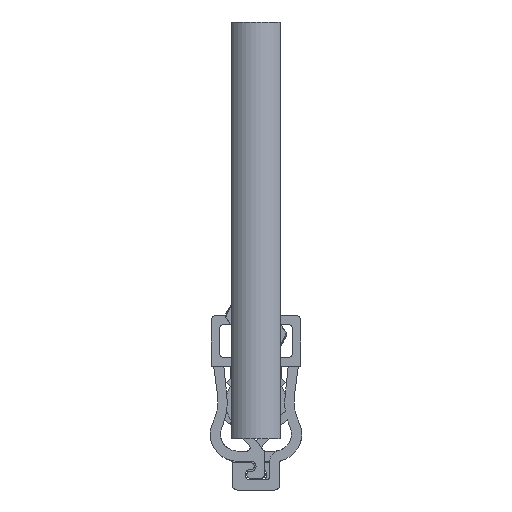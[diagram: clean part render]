
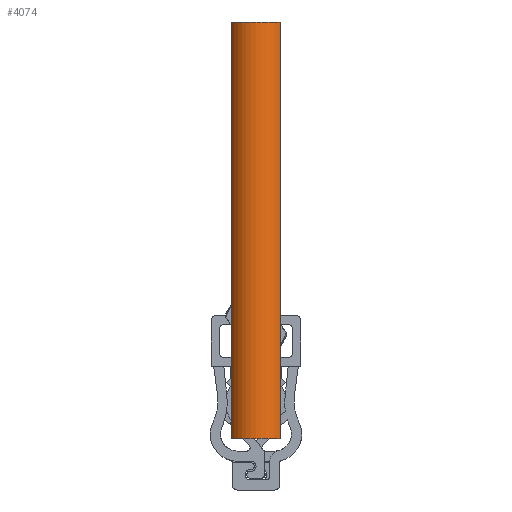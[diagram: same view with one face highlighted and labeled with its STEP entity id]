
A CAD part, front view. The second image highlights one B-rep face of the part: STEP entity #4074.
In plain terms, the highlighted cylindrical face has radius 1.75 mm (diameter 3.5 mm), a partial arc.
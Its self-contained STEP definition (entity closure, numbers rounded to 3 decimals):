
#61=CYLINDRICAL_SURFACE('',#4323,1.75);
#155=CIRCLE('',#4324,1.75);
#156=CIRCLE('',#4325,1.75);
#381=ORIENTED_EDGE('',*,*,#1353,.F.);
#382=ORIENTED_EDGE('',*,*,#1356,.F.);
#383=ORIENTED_EDGE('',*,*,#1342,.T.);
#384=ORIENTED_EDGE('',*,*,#1357,.T.);
#1342=EDGE_CURVE('',#1825,#1824,#2125,.T.);
#1353=EDGE_CURVE('',#1833,#1834,#2135,.T.);
#1356=EDGE_CURVE('',#1825,#1833,#155,.T.);
#1357=EDGE_CURVE('',#1824,#1834,#156,.T.);
#1824=VERTEX_POINT('',#5852);
#1825=VERTEX_POINT('',#5854);
#1833=VERTEX_POINT('',#5873);
#1834=VERTEX_POINT('',#5875);
#2125=LINE('',#5853,#2461);
#2135=LINE('',#5874,#2471);
#2461=VECTOR('',#4771,1000.);
#2471=VECTOR('',#4785,1000.);
#2776=EDGE_LOOP('',(#381,#382,#383,#384));
#3000=FACE_BOUND('',#2776,.T.);
#4074=ADVANCED_FACE('',(#3000),#61,.T.);
#4323=AXIS2_PLACEMENT_3D('',#5879,#4791,#4792);
#4324=AXIS2_PLACEMENT_3D('',#5880,#4793,#4794);
#4325=AXIS2_PLACEMENT_3D('',#5881,#4795,#4796);
#4771=DIRECTION('',(0.,0.,-1.));
#4785=DIRECTION('',(0.,0.,-1.));
#4791=DIRECTION('',(0.,0.,-1.));
#4792=DIRECTION('',(-1.,0.,0.));
#4793=DIRECTION('',(0.,0.,1.));
#4794=DIRECTION('',(1.,0.,0.));
#4795=DIRECTION('',(0.,0.,1.));
#4796=DIRECTION('',(1.,0.,0.));
#5852=CARTESIAN_POINT('',(-1.475,0.808,0.));
#5853=CARTESIAN_POINT('',(-1.475,0.808,24.6));
#5854=CARTESIAN_POINT('',(-1.475,0.808,24.6));
#5873=CARTESIAN_POINT('',(1.475,0.808,24.6));
#5874=CARTESIAN_POINT('',(1.475,0.808,24.6));
#5875=CARTESIAN_POINT('',(1.475,0.808,0.));
#5879=CARTESIAN_POINT('',(0.,1.75,24.6));
#5880=CARTESIAN_POINT('',(0.,1.75,24.6));
#5881=CARTESIAN_POINT('',(0.,1.75,0.));
